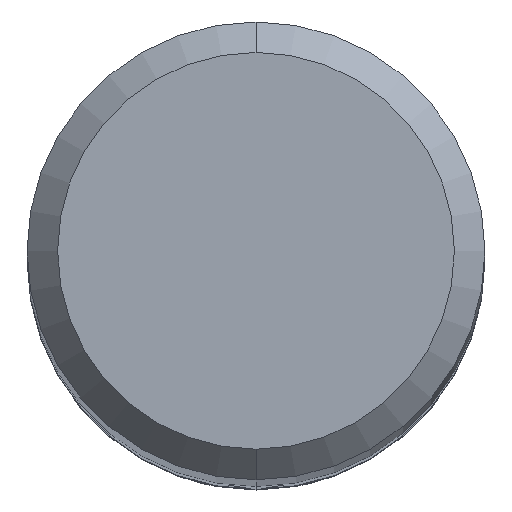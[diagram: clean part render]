
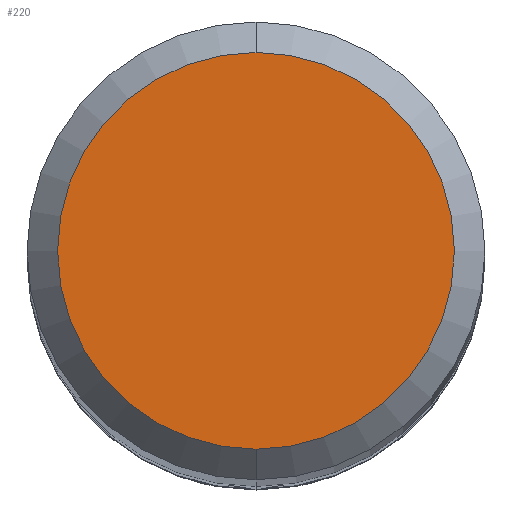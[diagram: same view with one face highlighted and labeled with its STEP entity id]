
A CAD part, top view. The second image highlights one B-rep face of the part: STEP entity #220.
In plain terms, the highlighted planar face has unit normal (0, 0, 1).
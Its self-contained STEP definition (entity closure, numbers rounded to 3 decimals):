
#118=EDGE_CURVE('',#198,#166,#280,.T.);
#166=VERTEX_POINT('',#333);
#188=EDGE_CURVE('',#166,#198,#360,.T.);
#198=VERTEX_POINT('',#372);
#220=ADVANCED_FACE('',(#398),#399,.T.);
#280=CIRCLE('',#463,2.6);
#333=CARTESIAN_POINT('',(0.0,2.6,0.0));
#360=CIRCLE('',#564,2.6);
#372=CARTESIAN_POINT('',(0.,-2.6,0.0));
#398=FACE_OUTER_BOUND('',#608,.T.);
#399=PLANE('',#609);
#463=AXIS2_PLACEMENT_3D('',#659,#660,#661);
#564=AXIS2_PLACEMENT_3D('',#758,#759,#760);
#608=EDGE_LOOP('',(#812,#813));
#609=AXIS2_PLACEMENT_3D('',#814,#815,#816);
#659=CARTESIAN_POINT('',(0.0,0.0,0.0));
#660=DIRECTION('',(0.0,0.0,-1.0));
#661=DIRECTION('',(0.0,1.0,0.0));
#758=CARTESIAN_POINT('',(0.0,0.0,0.0));
#759=DIRECTION('',(0.0,0.0,-1.0));
#760=DIRECTION('',(0.0,1.0,0.0));
#812=ORIENTED_EDGE('',*,*,#188,.F.);
#813=ORIENTED_EDGE('',*,*,#118,.F.);
#814=CARTESIAN_POINT('',(0.0,1.3,0.0));
#815=DIRECTION('',(-0.0,0.0,1.0));
#816=DIRECTION('',(0.0,-1.0,0.0));
